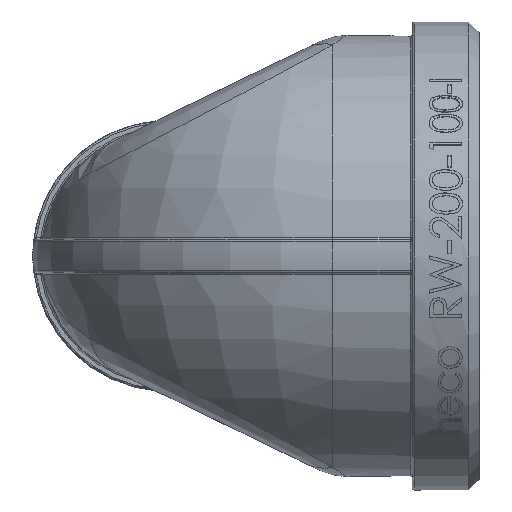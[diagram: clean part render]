
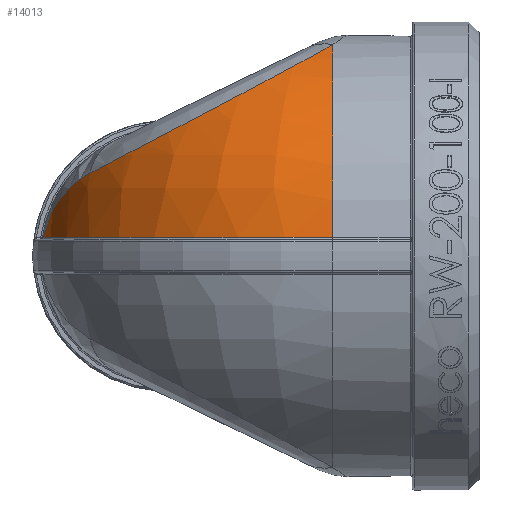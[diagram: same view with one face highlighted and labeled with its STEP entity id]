
A CAD part, left-side view. The second image highlights one B-rep face of the part: STEP entity #14013.
In plain terms, the highlighted toroidal (fillet/blend) face has major radius 10.6 mm and minor radius 33 mm.
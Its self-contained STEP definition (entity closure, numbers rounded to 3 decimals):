
#28 = EDGE_CURVE ( 'NONE', #18009, #17994, #370, .T. ) ;
#39 = EDGE_CURVE ( 'NONE', #18032, #216, #12704, .T. ) ;
#216 = VERTEX_POINT ( 'NONE', #13561 ) ;
#370 = B_SPLINE_CURVE_WITH_KNOTS ( 'NONE', 3,
 ( #16515, #16556, #16539, #16551, #16537, #16544, #16520, #16513 ),
 .UNSPECIFIED., .F., .F.,
 ( 4, 1, 1, 1, 1, 4 ),
 ( 0., 0.286, 0.571, 0.714, 0.857, 1. ),
 .UNSPECIFIED. ) ;
#719 = EDGE_LOOP ( 'NONE', ( #30060, #30036, #30097, #30084 ) ) ;
#5009 = AXIS2_PLACEMENT_3D ( 'NONE', #14761, #14807, #14809 ) ;
#5035 = CIRCLE ( 'NONE', #5009, 33. ) ;
#5961 = DIRECTION ( 'NONE',  ( 0., 0., -1. ) ) ;
#5991 = FACE_OUTER_BOUND ( 'NONE', #719, .T. ) ;
#6004 = CARTESIAN_POINT ( 'NONE',  ( 10.6, -24.6, 0. ) ) ;
#6005 = DIRECTION ( 'NONE',  ( 0., -1., 0. ) ) ;
#12698 = AXIS2_PLACEMENT_3D ( 'NONE', #16592, #16577, #16574 ) ;
#12704 = CIRCLE ( 'NONE', #12698, 43.483 ) ;
#13561 = CARTESIAN_POINT ( 'NONE',  ( -32.883, -24.6, 2.775 ) ) ;
#14013 = ADVANCED_FACE ( 'NONE', ( #5991 ), #30502, .T. ) ;
#14761 = CARTESIAN_POINT ( 'NONE',  ( 0., -24.6, 0. ) ) ;
#14807 = DIRECTION ( 'NONE',  ( 0., 1., 0. ) ) ;
#14809 = DIRECTION ( 'NONE',  ( -1., 0., 0. ) ) ;
#16513 = CARTESIAN_POINT ( 'NONE',  ( -9.413, -24.6, 31.629 ) ) ;
#16515 = CARTESIAN_POINT ( 'NONE',  ( -8.854, 11.707, 12.379 ) ) ;
#16520 = CARTESIAN_POINT ( 'NONE',  ( -11.433, -23.563, 31.028 ) ) ;
#16537 = CARTESIAN_POINT ( 'NONE',  ( -18.453, -15.446, 26.61 ) ) ;
#16539 = CARTESIAN_POINT ( 'NONE',  ( -18.203, 2.822, 17.011 ) ) ;
#16544 = CARTESIAN_POINT ( 'NONE',  ( -14.984, -20.82, 29.5 ) ) ;
#16551 = CARTESIAN_POINT ( 'NONE',  ( -20.473, -7.422, 22.366 ) ) ;
#16556 = CARTESIAN_POINT ( 'NONE',  ( -12.378, 9.224, 13.674 ) ) ;
#16574 = DIRECTION ( 'NONE',  ( -1., 0., 0. ) ) ;
#16577 = DIRECTION ( 'NONE',  ( 0., 0., 1. ) ) ;
#16592 = CARTESIAN_POINT ( 'NONE',  ( 10.6, -24.6, 2.775 ) ) ;
#17425 = CARTESIAN_POINT ( 'NONE',  ( -1.227, 16.582, 8.787 ) ) ;
#17430 = CARTESIAN_POINT ( 'NONE',  ( 4.093, 18.305, 4.943 ) ) ;
#17441 = CARTESIAN_POINT ( 'NONE',  ( 6.966, 18.731, 2.775 ) ) ;
#17446 = CARTESIAN_POINT ( 'NONE',  ( -6.483, 13.377, 11.508 ) ) ;
#17464 = CARTESIAN_POINT ( 'NONE',  ( -8.854, 11.707, 12.379 ) ) ;
#17994 = VERTEX_POINT ( 'NONE', #25339 ) ;
#18009 = VERTEX_POINT ( 'NONE', #25313 ) ;
#18032 = VERTEX_POINT ( 'NONE', #25322 ) ;
#21079 = EDGE_CURVE ( 'NONE', #216, #17994, #5035, .T. ) ;
#23081 = EDGE_CURVE ( 'NONE', #18032, #18009, #30298, .T. ) ;
#25313 = CARTESIAN_POINT ( 'NONE',  ( -8.854, 11.707, 12.379 ) ) ;
#25322 = CARTESIAN_POINT ( 'NONE',  ( 6.966, 18.731, 2.775 ) ) ;
#25339 = CARTESIAN_POINT ( 'NONE',  ( -9.413, -24.6, 31.629 ) ) ;
#30036 = ORIENTED_EDGE ( 'NONE', *, *, #39, .T. ) ;
#30060 = ORIENTED_EDGE ( 'NONE', *, *, #23081, .F. ) ;
#30084 = ORIENTED_EDGE ( 'NONE', *, *, #28, .F. ) ;
#30097 = ORIENTED_EDGE ( 'NONE', *, *, #21079, .T. ) ;
#30298 = B_SPLINE_CURVE_WITH_KNOTS ( 'NONE', 3,
 ( #17441, #17430, #17425, #17446, #17464 ),
 .UNSPECIFIED., .F., .F.,
 ( 4, 1, 4 ),
 ( 0.022, 0.548, 1. ),
 .UNSPECIFIED. ) ;
#30502 = TOROIDAL_SURFACE ( 'NONE', #30504, 10.6, 33. ) ;
#30504 = AXIS2_PLACEMENT_3D ( 'NONE', #6004, #5961, #6005 ) ;
